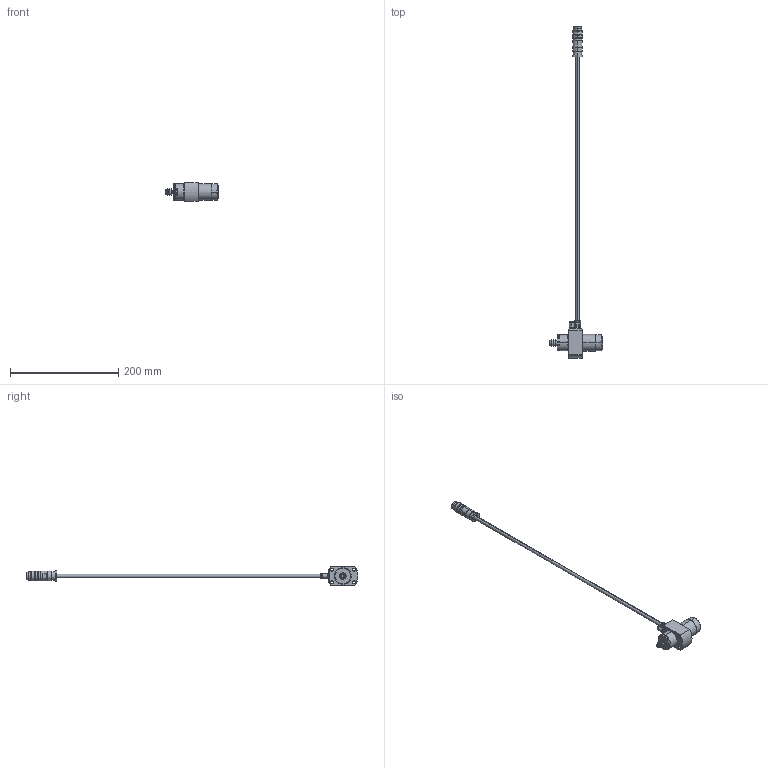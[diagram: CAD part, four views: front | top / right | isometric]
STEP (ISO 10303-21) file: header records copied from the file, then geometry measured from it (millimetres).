
FILE_DESCRIPTION (( 'STEP AP203' ), '1' );
FILE_NAME ('【STEP】EA1412-0001_BMF-3160-CTZ.STEP', '2025-03-14T02:19:02', ( '' ), ( '' ), 'SwSTEP 2.0', 'SolidWorks 2021', '' );
FILE_SCHEMA (( 'CONFIG_CONTROL_DESIGN' ));
Length unit declared in the file: millimetre
Products named in the file (1): 【STEP】EA1412-0001_BMF-3160-CTZ
Bounding box: 98.4 x 613.6 x 34.9 mm (x, y, z)
Volume: 74297.7 mm3; surface area: 46338.7 mm2
Topology: 25 solids, 25 shells, 879 faces, 1976 edges, 1202 vertices
Faces by surface type: cylinder 311, plane 265, cone 255, torus 38, bspline 10
Entity records: 25231 total; most frequent: CARTESIAN_POINT 5121, DIRECTION 4525, ORIENTED_EDGE 3908, EDGE_CURVE 1954, AXIS2_PLACEMENT_3D 1828, VERTEX_POINT 1202, EDGE_LOOP 1002, CIRCLE 958
